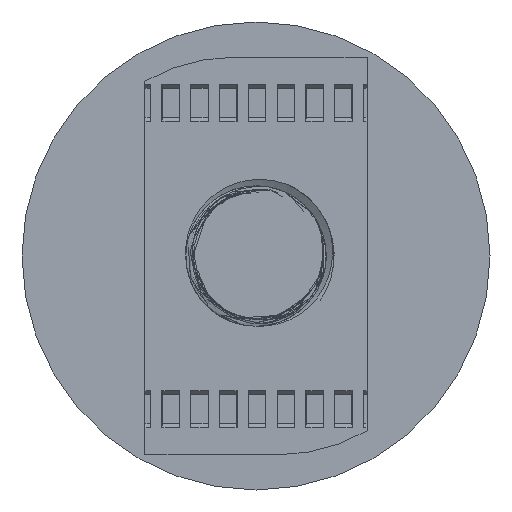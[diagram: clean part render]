
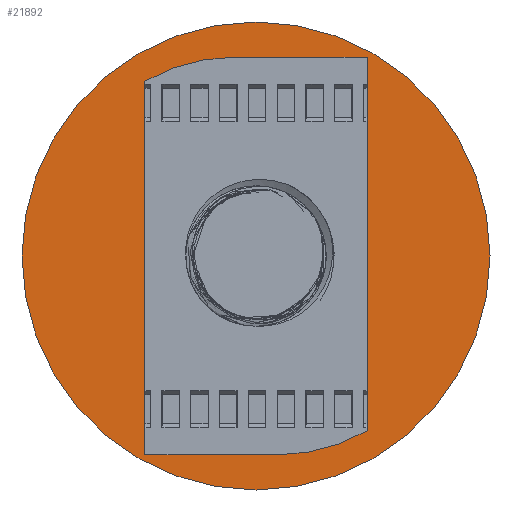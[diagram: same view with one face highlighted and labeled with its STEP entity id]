
A CAD part, front view. The second image highlights one B-rep face of the part: STEP entity #21892.
In plain terms, the highlighted planar face has unit normal (0, -1, 0).
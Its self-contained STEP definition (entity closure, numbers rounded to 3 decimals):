
#727 = CARTESIAN_POINT ( 'NONE',  ( 0., 18., 0. ) ) ;
#990 = DIRECTION ( 'NONE',  ( 0., 0., 1. ) ) ;
#1420 = DIRECTION ( 'NONE',  ( 0., 1., 0. ) ) ;
#1812 = CARTESIAN_POINT ( 'NONE',  ( 0., 18., -20. ) ) ;
#1980 = CIRCLE ( 'NONE', #2434, 6. ) ;
#2434 = AXIS2_PLACEMENT_3D ( 'NONE', #5202, #7366, #990 ) ;
#3308 = AXIS2_PLACEMENT_3D ( 'NONE', #19997, #1420, #21514 ) ;
#3755 = CIRCLE ( 'NONE', #10685, 20. ) ;
#4004 = ORIENTED_EDGE ( 'NONE', *, *, #18053, .F. ) ;
#4718 = AXIS2_PLACEMENT_3D ( 'NONE', #25943, #19709, #17271 ) ;
#5194 = CARTESIAN_POINT ( 'NONE',  ( 0., 18., 6. ) ) ;
#5202 = CARTESIAN_POINT ( 'NONE',  ( 0., 18., 0. ) ) ;
#5204 = DIRECTION ( 'NONE',  ( 0., 0., 1. ) ) ;
#7306 = EDGE_LOOP ( 'NONE', ( #4004, #20021 ) ) ;
#7366 = DIRECTION ( 'NONE',  ( 0., 1., 0. ) ) ;
#9009 = DIRECTION ( 'NONE',  ( 0., 1., 0. ) ) ;
#9275 = PLANE ( 'NONE',  #4718 ) ;
#9709 = CARTESIAN_POINT ( 'NONE',  ( 0., 18., 0. ) ) ;
#10685 = AXIS2_PLACEMENT_3D ( 'NONE', #9709, #16068, #21906 ) ;
#10766 = VERTEX_POINT ( 'NONE', #5194 ) ;
#11301 = FACE_OUTER_BOUND ( 'NONE', #7306, .T. ) ;
#12190 = VERTEX_POINT ( 'NONE', #15031 ) ;
#14724 = EDGE_LOOP ( 'NONE', ( #18773, #20794 ) ) ;
#15031 = CARTESIAN_POINT ( 'NONE',  ( 0., 18., -6. ) ) ;
#15391 = VERTEX_POINT ( 'NONE', #1812 ) ;
#15498 = FACE_BOUND ( 'NONE', #14724, .T. ) ;
#15798 = EDGE_CURVE ( 'NONE', #10766, #12190, #1980, .T. ) ;
#16068 = DIRECTION ( 'NONE',  ( 0., 1., 0. ) ) ;
#16284 = CIRCLE ( 'NONE', #3308, 20. ) ;
#16641 = EDGE_CURVE ( 'NONE', #23407, #15391, #16284, .T. ) ;
#17271 = DIRECTION ( 'NONE',  ( 0., 0., 1. ) ) ;
#18053 = EDGE_CURVE ( 'NONE', #15391, #23407, #3755, .T. ) ;
#18773 = ORIENTED_EDGE ( 'NONE', *, *, #21849, .T. ) ;
#19709 = DIRECTION ( 'NONE',  ( 0., 1., 0. ) ) ;
#19997 = CARTESIAN_POINT ( 'NONE',  ( 0., 18., 0. ) ) ;
#20021 = ORIENTED_EDGE ( 'NONE', *, *, #16641, .F. ) ;
#20794 = ORIENTED_EDGE ( 'NONE', *, *, #15798, .T. ) ;
#21514 = DIRECTION ( 'NONE',  ( 0., 0., 1. ) ) ;
#21849 = EDGE_CURVE ( 'NONE', #12190, #10766, #24127, .T. ) ;
#21892 = ADVANCED_FACE ( 'NONE', ( #11301, #15498 ), #9275, .F. ) ;
#21906 = DIRECTION ( 'NONE',  ( 0., 0., 1. ) ) ;
#22825 = AXIS2_PLACEMENT_3D ( 'NONE', #727, #9009, #5204 ) ;
#23407 = VERTEX_POINT ( 'NONE', #24776 ) ;
#24127 = CIRCLE ( 'NONE', #22825, 6. ) ;
#24776 = CARTESIAN_POINT ( 'NONE',  ( 0., 18., 20. ) ) ;
#25943 = CARTESIAN_POINT ( 'NONE',  ( 0., 18., 0. ) ) ;
